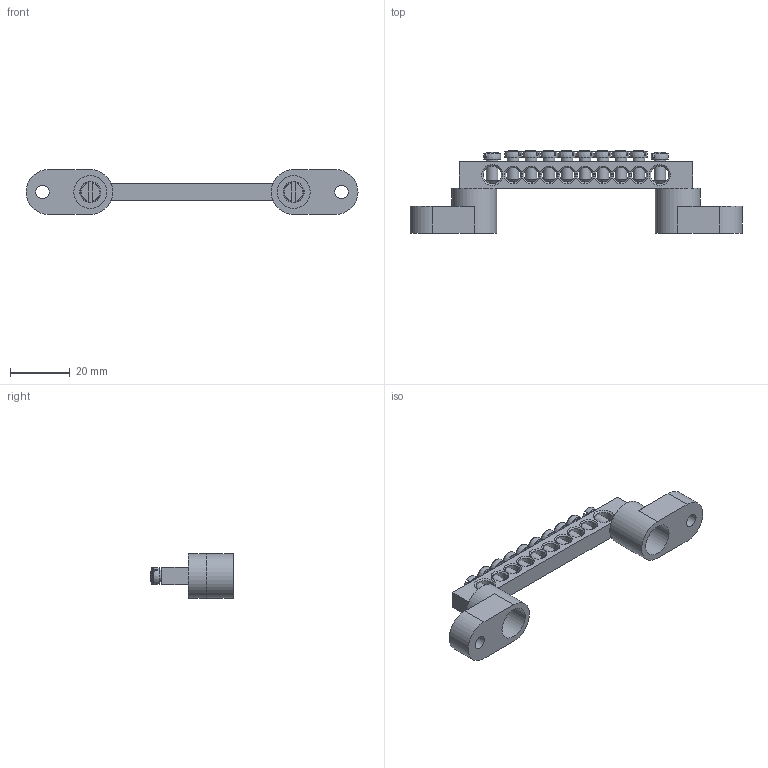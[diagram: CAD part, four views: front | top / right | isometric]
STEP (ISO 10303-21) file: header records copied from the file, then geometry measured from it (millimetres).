
FILE_DESCRIPTION(/* description */ (''),/* implementation_level */ '2;1');
FILE_NAME(/* name */ 'Шина PE 6х9-10_2 на двух угловых изоляторах.stp',/* time_stamp */ '2021-04-12T22:31:18+03:00',/* author */ ('Admin'),/* organization */ (''),/* preprocessor_version */ 'ST-DEVELOPER v15.6',/* originating_system */ 'Autodesk Inventor 2015',/* authorisation */ '');
FILE_SCHEMA (('AUTOMOTIVE_DESIGN { 1 0 10303 214 3 1 1 }'));
Length unit declared in the file: millimetre
Products named in the file (5): 6х9-10_2; Винт M4x8; Изолятор \X2\04430433043B
 желтый; DIN 84 - M4 x 10; Шина PE, N на двух 
угловых \X2\04380437043E043B044F0442043E0440

Assembly tree (15 placements, depth 2):
  Шина PE, N на двух 
угловых \X2\04380437043E043B044F0442043E0440

    6х9-10_2
    Винт M4x8  x10
    Изолятор \X2\04430433043B
 желтый  x2
    DIN 84 - M4 x 10  x2
Bounding box: 111 x 27.65 x 15 mm (x, y, z)
Volume: 11070.7 mm3; surface area: 10107.7 mm2
Topology: 15 solids, 15 shells, 348 faces, 894 edges, 590 vertices
Faces by surface type: plane 182, cone 56, cylinder 46, torus 34, sphere 20, bspline 10
Full cylindrical faces by diameter (mm): 3.242 x12, 3.621 x2, 3.9 x10, 4 x2, 4.5 x4, 5 x8, 6 x2, 11 x2, 15 x2
Entity records: 3363 total; most frequent: CARTESIAN_POINT 913, DIRECTION 496, ORIENTED_EDGE 362, AXIS2_PLACEMENT_3D 225, EDGE_LOOP 203, EDGE_CURVE 181, VERTEX_POINT 148, CIRCLE 108
